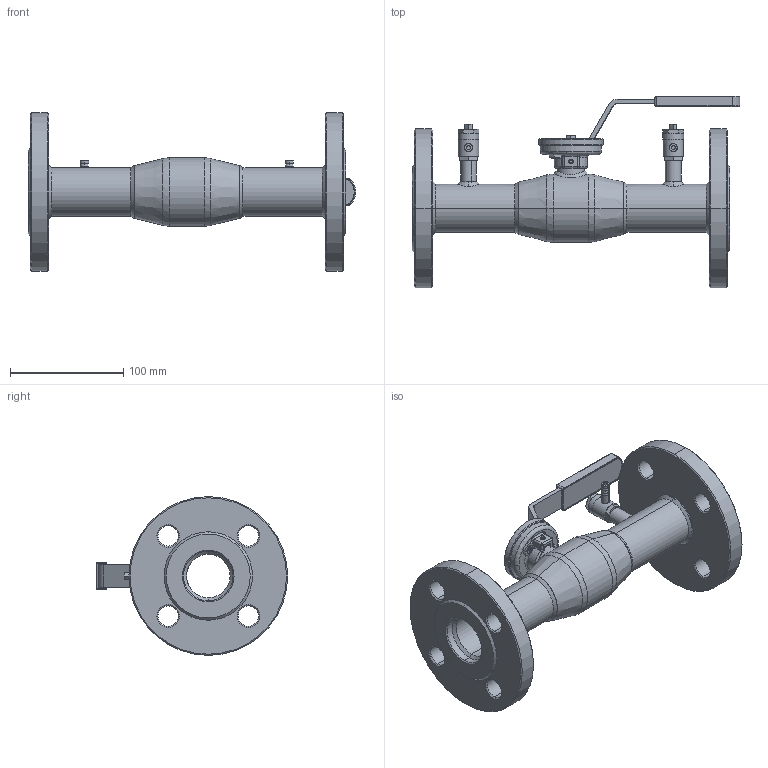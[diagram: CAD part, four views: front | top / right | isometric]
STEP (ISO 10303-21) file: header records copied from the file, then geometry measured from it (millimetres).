
FILE_DESCRIPTION (( 'STEP AP214' ), '1' );
FILE_NAME ('243032.STEP', '2011-03-02T13:37:52', ( 'CAD' ), ( 'Hewlett-Packard Company' ), 'SwSTEP 2.0', 'SolidWorks 2010', '' );
FILE_SCHEMA (( 'AUTOMOTIVE_DESIGN' ));
Length unit declared in the file: millimetre
Products named in the file (1): 243032
Bounding box: 289 x 168.7 x 140 mm (x, y, z)
Surface area: 178592.4 mm2 (no closed solid volume)
Topology: 0 solids, 47 shells, 515 faces, 1555 edges, 1062 vertices
Faces by surface type: plane 191, cylinder 162, cone 111, torus 32, bspline 15, sphere 4
Entity records: 28261 total; most frequent: CARTESIAN_POINT 8929, DIRECTION 2900, ORIENTED_EDGE 2516, EDGE_CURVE 1551, AXIS2_PLACEMENT_3D 1078, VERTEX_POINT 1062, LINE 744, VECTOR 744
